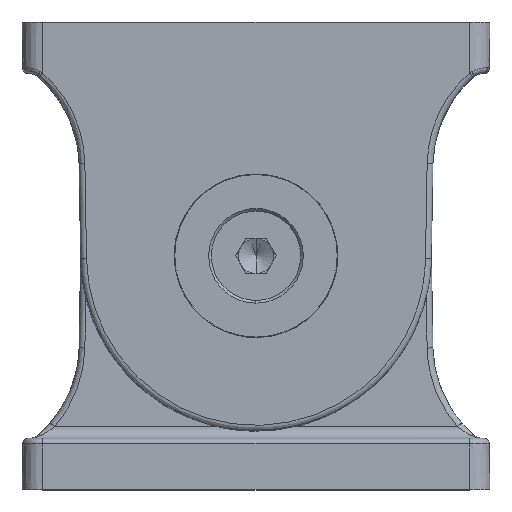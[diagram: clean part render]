
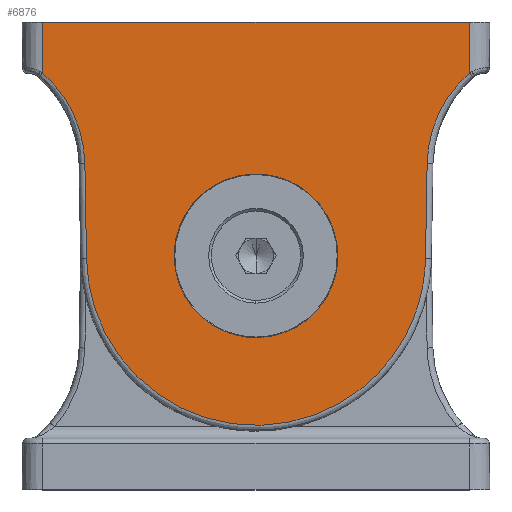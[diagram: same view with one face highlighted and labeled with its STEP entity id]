
A CAD part, top view. The second image highlights one B-rep face of the part: STEP entity #6876.
In plain terms, the highlighted face is planar.
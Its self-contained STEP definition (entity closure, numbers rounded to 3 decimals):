
#415 = EDGE_CURVE ( 'NONE', #2466, #3724, #1459, .T. ) ;
#418 = ORIENTED_EDGE ( 'NONE', *, *, #7388, .T. ) ;
#611 = CARTESIAN_POINT ( 'NONE',  ( 18.25, 4.374, -9.962 ) ) ;
#716 = DIRECTION ( 'NONE',  ( 0., 0.009, -1. ) ) ;
#1108 = EDGE_CURVE ( 'NONE', #2922, #1954, #8696, .T. ) ;
#1459 =( BOUNDED_CURVE ( )  B_SPLINE_CURVE ( 3, ( #4686, #4625, #4210, #4742 ),
 .UNSPECIFIED., .F., .T. ) 
 B_SPLINE_CURVE_WITH_KNOTS ( ( 4, 4 ),
 ( 4.712, 7.854 ),
 .UNSPECIFIED. ) 
 CURVE ( )  GEOMETRIC_REPRESENTATION_ITEM ( )  RATIONAL_B_SPLINE_CURVE ( ( 1., 0.333, 0.333, 1. ) ) 
 REPRESENTATION_ITEM ( '' )  );
#1524 = DIRECTION ( 'NONE',  ( 0.017, -1., -0.009 ) ) ;
#1711 = DIRECTION ( 'NONE',  ( -1., 0., 0. ) ) ;
#1893 = ORIENTED_EDGE ( 'NONE', *, *, #10390, .T. ) ;
#1954 = VERTEX_POINT ( 'NONE', #611 ) ;
#1979 = CARTESIAN_POINT ( 'NONE',  ( 18.25, 0., -10. ) ) ;
#2293 = FACE_BOUND ( 'NONE', #10326, .T. ) ;
#2383 = CARTESIAN_POINT ( 'NONE',  ( -7., 20., -9.825 ) ) ;
#2466 = VERTEX_POINT ( 'NONE', #4121 ) ;
#2868 = CARTESIAN_POINT ( 'NONE',  ( -14.64, 12.115, -9.894 ) ) ;
#2887 = PLANE ( 'NONE',  #11983 ) ;
#2922 = VERTEX_POINT ( 'NONE', #11599 ) ;
#3156 = CARTESIAN_POINT ( 'NONE',  ( 14.009, 48.271, -9.579 ) ) ;
#3260 = ORIENTED_EDGE ( 'NONE', *, *, #11114, .T. ) ;
#3269 = CARTESIAN_POINT ( 'NONE',  ( -14.009, 48.271, -9.579 ) ) ;
#3310 = CARTESIAN_POINT ( 'NONE',  ( 7., 6., -9.948 ) ) ;
#3359 = CARTESIAN_POINT ( 'NONE',  ( -14.498, 20.257, -9.823 ) ) ;
#3372 = CARTESIAN_POINT ( 'NONE',  ( -18.25, 4.374, -9.962 ) ) ;
#3547 = ORIENTED_EDGE ( 'NONE', *, *, #8098, .T. ) ;
#3582 = CARTESIAN_POINT ( 'NONE',  ( 14.498, 20.257, -9.823 ) ) ;
#3724 = VERTEX_POINT ( 'NONE', #3907 ) ;
#3802 = CARTESIAN_POINT ( 'NONE',  ( 20., 0., -10. ) ) ;
#3907 = CARTESIAN_POINT ( 'NONE',  ( 7., 20., -9.825 ) ) ;
#4121 = CARTESIAN_POINT ( 'NONE',  ( -7., 20., -9.825 ) ) ;
#4210 = CARTESIAN_POINT ( 'NONE',  ( 7., 34., -9.703 ) ) ;
#4307 = CARTESIAN_POINT ( 'NONE',  ( -15.97, 6.356, -9.945 ) ) ;
#4347 = CARTESIAN_POINT ( 'NONE',  ( -14.693, 9.095, -9.921 ) ) ;
#4350 = CARTESIAN_POINT ( 'NONE',  ( 20., 0., -10. ) ) ;
#4441 = LINE ( 'NONE', #10304, #11841 ) ;
#4625 = CARTESIAN_POINT ( 'NONE',  ( -7., 34., -9.703 ) ) ;
#4686 = CARTESIAN_POINT ( 'NONE',  ( -7., 20., -9.825 ) ) ;
#4715 = VECTOR ( 'NONE', #1524, 1000. ) ;
#4742 = CARTESIAN_POINT ( 'NONE',  ( 7., 20., -9.825 ) ) ;
#4846 = DIRECTION ( 'NONE',  ( 0., -1., -0.009 ) ) ;
#4858 = ORIENTED_EDGE ( 'NONE', *, *, #5226, .T. ) ;
#5081 = EDGE_CURVE ( 'NONE', #11516, #2922, #7115, .T. ) ;
#5226 = EDGE_CURVE ( 'NONE', #8981, #8995, #11589, .T. ) ;
#5488 = ORIENTED_EDGE ( 'NONE', *, *, #11463, .T. ) ;
#5664 = VECTOR ( 'NONE', #9046, 1000. ) ;
#5980 = EDGE_LOOP ( 'NONE', ( #418, #1893, #5488, #3547, #7113, #6162, #3260, #4858 ) ) ;
#5985 = LINE ( 'NONE', #13246, #5664 ) ;
#6095 = ORIENTED_EDGE ( 'NONE', *, *, #415, .F. ) ;
#6162 = ORIENTED_EDGE ( 'NONE', *, *, #1108, .T. ) ;
#6246 = CARTESIAN_POINT ( 'NONE',  ( 7., 20., -9.825 ) ) ;
#6876 = ADVANCED_FACE ( 'NONE', ( #7303, #2293 ), #2887, .T. ) ;
#7028 = CARTESIAN_POINT ( 'NONE',  ( 14.498, 20.257, -9.823 ) ) ;
#7110 = CARTESIAN_POINT ( 'NONE',  ( -14.498, 20.257, -9.823 ) ) ;
#7113 = ORIENTED_EDGE ( 'NONE', *, *, #5081, .T. ) ;
#7115 = LINE ( 'NONE', #8701, #4715 ) ;
#7303 = FACE_OUTER_BOUND ( 'NONE', #5980, .T. ) ;
#7388 = EDGE_CURVE ( 'NONE', #8995, #9017, #4441, .T. ) ;
#7747 = CARTESIAN_POINT ( 'NONE',  ( 18.25, 4.374, -9.962 ) ) ;
#7781 = ORIENTED_EDGE ( 'NONE', *, *, #10948, .F. ) ;
#7895 = DIRECTION ( 'NONE',  ( 0., 1., 0.009 ) ) ;
#8098 = EDGE_CURVE ( 'NONE', #8537, #11516, #12351, .T. ) ;
#8186 = VECTOR ( 'NONE', #4846, 1000. ) ;
#8435 = CARTESIAN_POINT ( 'NONE',  ( -7., 6., -9.948 ) ) ;
#8537 = VERTEX_POINT ( 'NONE', #7110 ) ;
#8696 =( BOUNDED_CURVE ( )  B_SPLINE_CURVE ( 3, ( #10620, #12674, #11266, #7747 ),
 .UNSPECIFIED., .F., .T. ) 
 B_SPLINE_CURVE_WITH_KNOTS ( ( 4, 4 ),
 ( 4.73, 5.568 ),
 .UNSPECIFIED. ) 
 CURVE ( )  GEOMETRIC_REPRESENTATION_ITEM ( )  RATIONAL_B_SPLINE_CURVE ( ( 1., 0.942, 0.942, 1. ) ) 
 REPRESENTATION_ITEM ( '' )  );
#8701 = CARTESIAN_POINT ( 'NONE',  ( 14.64, 12.111, -9.894 ) ) ;
#8882 = LINE ( 'NONE', #1979, #8186 ) ;
#8981 = VERTEX_POINT ( 'NONE', #10136 ) ;
#8995 = VERTEX_POINT ( 'NONE', #10655 ) ;
#9017 = VERTEX_POINT ( 'NONE', #11449 ) ;
#9046 = DIRECTION ( 'NONE',  ( 0.017, 1., 0.009 ) ) ;
#10136 = CARTESIAN_POINT ( 'NONE',  ( 18.25, 0., -10. ) ) ;
#10304 = CARTESIAN_POINT ( 'NONE',  ( -18.25, 0., -10. ) ) ;
#10326 = EDGE_LOOP ( 'NONE', ( #7781, #6095 ) ) ;
#10390 = EDGE_CURVE ( 'NONE', #9017, #10654, #13156, .T. ) ;
#10418 = DIRECTION ( 'NONE',  ( 0., 1., 0.009 ) ) ;
#10620 = CARTESIAN_POINT ( 'NONE',  ( 14.64, 12.115, -9.894 ) ) ;
#10654 = VERTEX_POINT ( 'NONE', #2868 ) ;
#10655 = CARTESIAN_POINT ( 'NONE',  ( -18.25, 0., -10. ) ) ;
#10948 = EDGE_CURVE ( 'NONE', #3724, #2466, #11458, .T. ) ;
#11114 = EDGE_CURVE ( 'NONE', #1954, #8981, #8882, .T. ) ;
#11266 = CARTESIAN_POINT ( 'NONE',  ( 15.97, 6.356, -9.945 ) ) ;
#11428 = VECTOR ( 'NONE', #1711, 1000. ) ;
#11449 = CARTESIAN_POINT ( 'NONE',  ( -18.25, 4.374, -9.962 ) ) ;
#11458 =( BOUNDED_CURVE ( )  B_SPLINE_CURVE ( 3, ( #6246, #3310, #8435, #2383 ),
 .UNSPECIFIED., .F., .T. ) 
 B_SPLINE_CURVE_WITH_KNOTS ( ( 4, 4 ),
 ( 1.571, 4.712 ),
 .UNSPECIFIED. ) 
 CURVE ( )  GEOMETRIC_REPRESENTATION_ITEM ( )  RATIONAL_B_SPLINE_CURVE ( ( 1., 0.333, 0.333, 1. ) ) 
 REPRESENTATION_ITEM ( '' )  );
#11463 = EDGE_CURVE ( 'NONE', #10654, #8537, #5985, .T. ) ;
#11516 = VERTEX_POINT ( 'NONE', #7028 ) ;
#11589 = LINE ( 'NONE', #4350, #11428 ) ;
#11599 = CARTESIAN_POINT ( 'NONE',  ( 14.64, 12.115, -9.894 ) ) ;
#11695 = CARTESIAN_POINT ( 'NONE',  ( -14.64, 12.115, -9.894 ) ) ;
#11841 = VECTOR ( 'NONE', #10418, 1000. ) ;
#11983 = AXIS2_PLACEMENT_3D ( 'NONE', #3802, #716, #7895 ) ;
#12351 =( BOUNDED_CURVE ( )  B_SPLINE_CURVE ( 3, ( #3359, #3269, #3156, #3582 ),
 .UNSPECIFIED., .F., .T. ) 
 B_SPLINE_CURVE_WITH_KNOTS ( ( 4, 4 ),
 ( 1.588, 4.695 ),
 .UNSPECIFIED. ) 
 CURVE ( )  GEOMETRIC_REPRESENTATION_ITEM ( )  RATIONAL_B_SPLINE_CURVE ( ( 1., 0.345, 0.345, 1. ) ) 
 REPRESENTATION_ITEM ( '' )  );
#12674 = CARTESIAN_POINT ( 'NONE',  ( 14.693, 9.095, -9.921 ) ) ;
#13156 =( BOUNDED_CURVE ( )  B_SPLINE_CURVE ( 3, ( #3372, #4307, #4347, #11695 ),
 .UNSPECIFIED., .F., .T. ) 
 B_SPLINE_CURVE_WITH_KNOTS ( ( 4, 4 ),
 ( 0.716, 1.553 ),
 .UNSPECIFIED. ) 
 CURVE ( )  GEOMETRIC_REPRESENTATION_ITEM ( )  RATIONAL_B_SPLINE_CURVE ( ( 1., 0.942, 0.942, 1. ) ) 
 REPRESENTATION_ITEM ( '' )  );
#13246 = CARTESIAN_POINT ( 'NONE',  ( -14.498, 20.253, -9.823 ) ) ;
